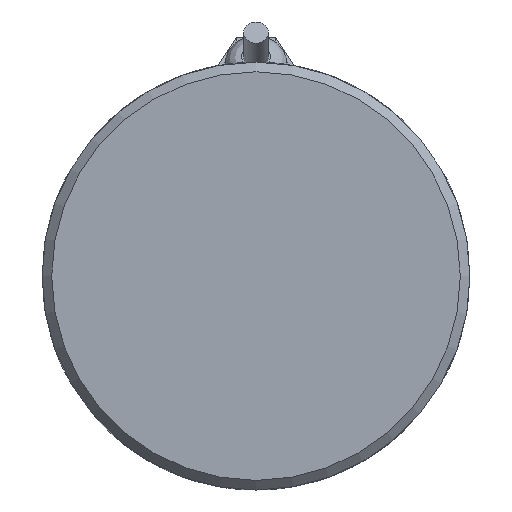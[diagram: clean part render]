
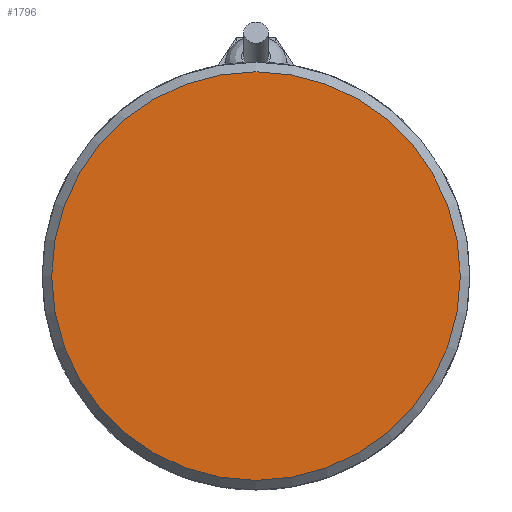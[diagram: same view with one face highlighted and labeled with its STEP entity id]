
A CAD part, left-side view. The second image highlights one B-rep face of the part: STEP entity #1796.
In plain terms, the highlighted planar face has unit normal (-1, 0, 0).
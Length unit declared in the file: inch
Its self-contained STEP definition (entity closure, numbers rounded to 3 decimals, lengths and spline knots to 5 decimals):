
#178=PLANE('',#1940);
#267=FACE_OUTER_BOUND('',#378,.T.);
#378=EDGE_LOOP('',(#1499));
#661=CIRCLE('',#1938,1.67126);
#806=VERTEX_POINT('',#5183);
#1051=EDGE_CURVE('',#806,#806,#661,.T.);
#1499=ORIENTED_EDGE('',*,*,#1051,.F.);
#1796=ADVANCED_FACE('',(#267),#178,.F.);
#1938=AXIS2_PLACEMENT_3D('',#5184,#2275,#2276);
#1940=AXIS2_PLACEMENT_3D('',#5188,#2280,#2281);
#2275=DIRECTION('center_axis',(1.,0.,0.));
#2276=DIRECTION('ref_axis',(0.,0.,-1.));
#2280=DIRECTION('center_axis',(1.,0.,0.));
#2281=DIRECTION('ref_axis',(0.,0.,-1.));
#5183=CARTESIAN_POINT('',(-7.44,0.,1.67126));
#5184=CARTESIAN_POINT('Origin',(-7.44,0.,0.));
#5188=CARTESIAN_POINT('Origin',(-7.44,0.,0.));
